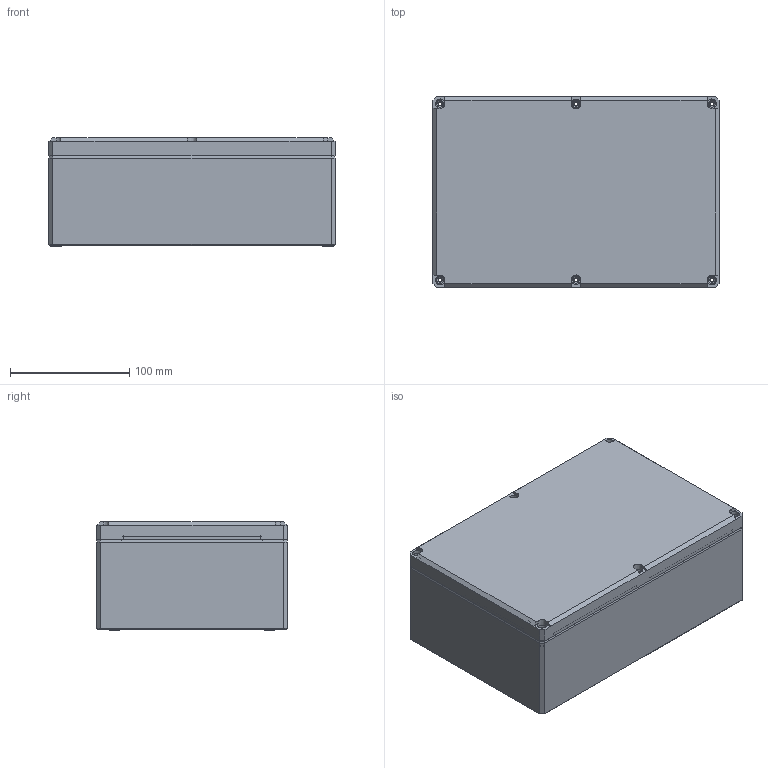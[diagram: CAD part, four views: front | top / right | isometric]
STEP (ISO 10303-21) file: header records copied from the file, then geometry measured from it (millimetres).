
FILE_DESCRIPTION((''),'2;1');
FILE_NAME('DPCP162409T_ASM','2008-12-18T',('pasi_koskela'),(''),'PRO/ENGINEER BY PARAMETRIC TECHNOLOGY CORPORATION, 2008250','PRO/ENGINEER BY PARAMETRIC TECHNOLOGY CORPORATION, 2008250','');
FILE_SCHEMA(('AUTOMOTIVE_DESIGN_CC2 { 1 2 10303 214 -1 1 5 2 }'));
Length unit declared in the file: millimetre
Products named in the file (3): DPCP162408B; DPCT162402L; DPCP162409T_ASM
Assembly tree (2 placements, depth 2):
  DPCP162409T_ASM
    DPCP162408B
    DPCT162402L
Bounding box: 240 x 160 x 91 mm (x, y, z)
Volume: 476858.2 mm3; surface area: 329386.7 mm2
Topology: 2 solids, 2 shells, 1074 faces, 2711 edges, 1710 vertices
Faces by surface type: plane 392, cylinder 242, cone 204, bspline 144, torus 84, sphere 8
Entity records: 50592 total; most frequent: CARTESIAN_POINT 20487, ORIENTED_EDGE 5422, DIRECTION 4843, EDGE_CURVE 2711, AXIS2_PLACEMENT_3D 1781, VERTEX_POINT 1710, PRESENTATION_STYLE_ASSIGNMENT 1650, STYLED_ITEM 1650
